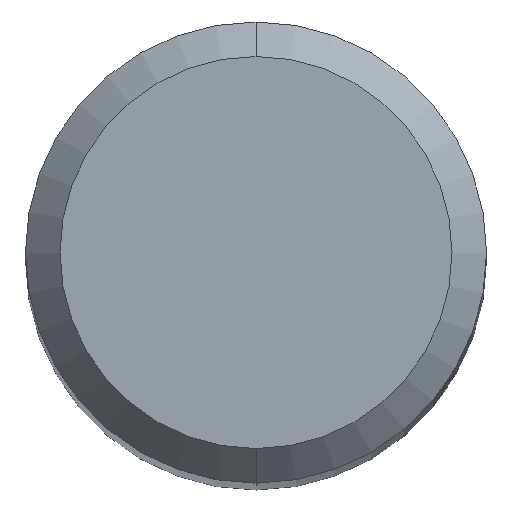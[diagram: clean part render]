
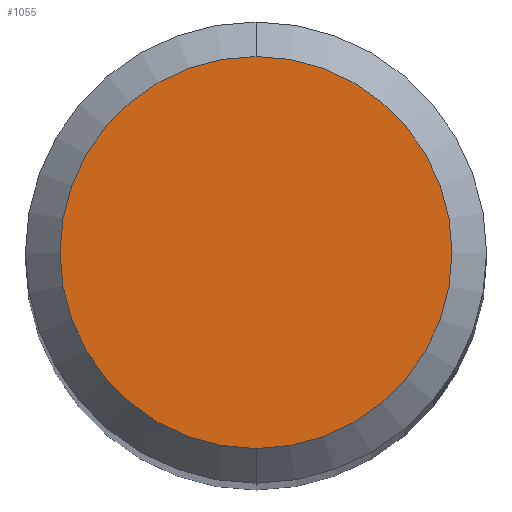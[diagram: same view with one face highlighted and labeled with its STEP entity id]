
A CAD part, top view. The second image highlights one B-rep face of the part: STEP entity #1055.
In plain terms, the highlighted planar face has unit normal (0, 0, 1).
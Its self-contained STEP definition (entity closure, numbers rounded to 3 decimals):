
#429=EDGE_CURVE('',#1089,#655,#1232,.T.);
#655=VERTEX_POINT('',#1486);
#895=EDGE_CURVE('',#655,#1089,#1741,.T.);
#1055=ADVANCED_FACE('',(#1911),#1912,.T.);
#1089=VERTEX_POINT('',#1948);
#1232=CIRCLE('',#2108,1.7);
#1486=CARTESIAN_POINT('',(0.,-1.7,0.0));
#1741=CIRCLE('',#3870,1.7);
#1911=FACE_OUTER_BOUND('',#4584,.T.);
#1912=PLANE('',#4585);
#1948=CARTESIAN_POINT('',(0.0,1.7,0.0));
#2108=AXIS2_PLACEMENT_3D('',#5205,#5206,#5207);
#3870=AXIS2_PLACEMENT_3D('',#5799,#5800,#5801);
#4584=EDGE_LOOP('',(#5928,#5929));
#4585=AXIS2_PLACEMENT_3D('',#5930,#5931,#5932);
#5205=CARTESIAN_POINT('',(0.0,0.0,0.0));
#5206=DIRECTION('',(0.0,0.0,-1.0));
#5207=DIRECTION('',(0.0,1.0,0.0));
#5799=CARTESIAN_POINT('',(0.0,0.0,0.0));
#5800=DIRECTION('',(0.0,0.0,-1.0));
#5801=DIRECTION('',(0.0,1.0,0.0));
#5928=ORIENTED_EDGE('',*,*,#429,.F.);
#5929=ORIENTED_EDGE('',*,*,#895,.F.);
#5930=CARTESIAN_POINT('',(0.0,0.85,0.0));
#5931=DIRECTION('',(-0.0,0.0,1.0));
#5932=DIRECTION('',(0.0,-1.0,0.0));
